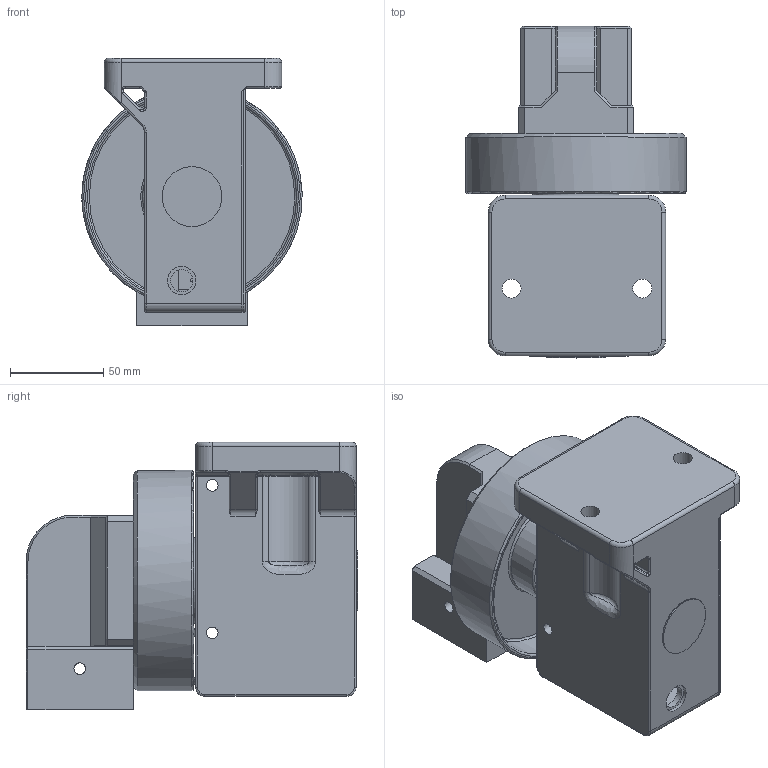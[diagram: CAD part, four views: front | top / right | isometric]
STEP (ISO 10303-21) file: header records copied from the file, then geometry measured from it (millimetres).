
FILE_DESCRIPTION(/* description */ (''),/* implementation_level */ '2;1');
FILE_NAME(/* name */ 'Reductor Starlink.step',/* time_stamp */ '2025-03-28T11:50:12+02:00',/* author */ (''),/* organization */ (''),/* preprocessor_version */ 'ST-DEVELOPER v20.1',/* originating_system */ 'Autodesk Translation Framework v14.4.0.0',/* authorisation */ '');
FILE_SCHEMA (('AUTOMOTIVE_DESIGN { 1 0 10303 214 3 1 1 }'));
Length unit declared in the file: millimetre
Products named in the file (5): Reductor ST-box; OutputFile; BS 4320 - M6 G Steel 100 HV Plain; DIN 912 - M5 x 0.8 x 20 Steel 4.6 Plain; DIN 933 - M6 x 80 Steel 4.6 Plain
Assembly tree (8 placements, depth 2):
  Reductor ST-box
    OutputFile
    BS 4320 - M6 G Steel 100 HV Plain
    DIN 933 - M6 x 80 Steel 4.6 Plain  x2
    DIN 912 - M5 x 0.8 x 20 Steel 4.6 Plain  x4
Bounding box: 117.98 x 177.7 x 143.1 mm (x, y, z)
Volume: 725169.9 mm3; surface area: 200146.8 mm2
Topology: 13 solids, 13 shells, 758 faces, 1824 edges, 1118 vertices
Faces by surface type: plane 365, cylinder 227, torus 85, bspline 50, cone 23, sphere 8
Full cylindrical faces by diameter (mm): 1.7 x2, 2.2 x2, 4 x4, 4.901 x4, 5.2 x8, 5.884 x2, 6.2 x11, 6.6 x1, 7.2 x4, 8.5 x4, 8.8 x4, 10.2 x2, 12 x1, 14.5 x1, 15 x1, 15.2 x1, 16.5 x1, 18 x1, 30 x3, 32 x1, 42 x1, 46 x1, 47 x1, 118 x1
Entity records: 23104 total; most frequent: CARTESIAN_POINT 6502, DIRECTION 3490, ORIENTED_EDGE 3376, EDGE_CURVE 1688, AXIS2_PLACEMENT_3D 1259, VERTEX_POINT 1041, LINE 972, VECTOR 972
